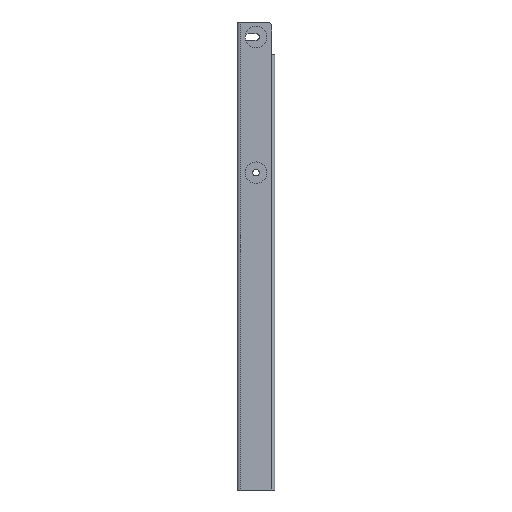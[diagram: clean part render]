
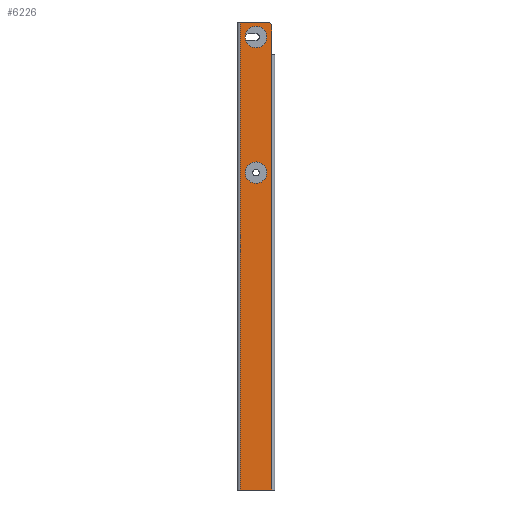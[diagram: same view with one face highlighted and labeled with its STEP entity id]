
A CAD part, left-side view. The second image highlights one B-rep face of the part: STEP entity #6226.
In plain terms, the highlighted planar face has unit normal (-1, 0, 0).
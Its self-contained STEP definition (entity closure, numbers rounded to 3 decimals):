
#21=DIRECTION('',(0.,1.,0.));
#22=VECTOR('',#21,31.);
#23=CARTESIAN_POINT('',(-127.,-14.,500.));
#24=LINE('',#23,#22);
#295=CARTESIAN_POINT('',(-127.,0.,339.));
#296=DIRECTION('',(-1.,0.,0.));
#297=DIRECTION('',(0.,-1.,0.));
#298=AXIS2_PLACEMENT_3D('',#295,#296,#297);
#300=CARTESIAN_POINT('',(-127.,0.,339.));
#301=DIRECTION('',(-1.,0.,0.));
#302=DIRECTION('',(0.,1.,0.));
#303=AXIS2_PLACEMENT_3D('',#300,#301,#302);
#305=CARTESIAN_POINT('',(-127.,0.,484.));
#306=DIRECTION('',(-1.,0.,0.));
#307=DIRECTION('',(0.,-1.,0.));
#308=AXIS2_PLACEMENT_3D('',#305,#306,#307);
#310=CARTESIAN_POINT('',(-127.,0.,484.));
#311=DIRECTION('',(-1.,0.,0.));
#312=DIRECTION('',(0.,1.,0.));
#313=AXIS2_PLACEMENT_3D('',#310,#311,#312);
#315=DIRECTION('',(0.,0.707,0.707));
#316=VECTOR('',#315,4.243);
#317=CARTESIAN_POINT('',(-127.,-17.,497.));
#318=LINE('',#317,#316);
#319=DIRECTION('',(0.,0.,-1.));
#320=VECTOR('',#319,32.);
#321=CARTESIAN_POINT('',(-127.,-17.,497.));
#322=LINE('',#321,#320);
#323=DIRECTION('',(0.,0.,1.));
#324=VECTOR('',#323,465.);
#325=CARTESIAN_POINT('',(-127.,-17.,0.));
#326=LINE('',#325,#324);
#327=DIRECTION('',(0.,0.,1.));
#328=VECTOR('',#327,500.);
#329=CARTESIAN_POINT('',(-127.,17.,0.));
#330=LINE('',#329,#328);
#1001=DIRECTION('',(0.,1.,0.));
#1002=VECTOR('',#1001,34.);
#1003=CARTESIAN_POINT('',(-127.,-17.,0.));
#1004=LINE('',#1003,#1002);
#5009=CARTESIAN_POINT('',(-127.,-11.5,339.));
#5011=VERTEX_POINT('',#5009);
#5013=CARTESIAN_POINT('',(-127.,11.5,339.));
#5015=VERTEX_POINT('',#5013);
#5017=CARTESIAN_POINT('',(-127.,-11.5,484.));
#5019=VERTEX_POINT('',#5017);
#5021=CARTESIAN_POINT('',(-127.,11.5,484.));
#5023=VERTEX_POINT('',#5021);
#5057=CARTESIAN_POINT('',(-127.,-17.,465.));
#5059=VERTEX_POINT('',#5057);
#5098=CARTESIAN_POINT('',(-127.,17.,500.));
#5100=VERTEX_POINT('',#5098);
#5101=CARTESIAN_POINT('',(-127.,17.,0.));
#5102=VERTEX_POINT('',#5101);
#5118=CARTESIAN_POINT('',(-127.,-17.,0.));
#5120=VERTEX_POINT('',#5118);
#5173=CARTESIAN_POINT('',(-127.,-17.,497.));
#5174=VERTEX_POINT('',#5173);
#5175=CARTESIAN_POINT('',(-127.,-14.,500.));
#5176=VERTEX_POINT('',#5175);
#6199=CARTESIAN_POINT('',(-127.,-20.,0.));
#6200=DIRECTION('',(1.,0.,0.));
#6201=DIRECTION('',(0.,1.,0.));
#6202=AXIS2_PLACEMENT_3D('',#6199,#6200,#6201);
#6203=PLANE('',#6202);
#6205=ORIENTED_EDGE('',*,*,#6204,.F.);
#6206=ORIENTED_EDGE('',*,*,#6100,.T.);
#6208=ORIENTED_EDGE('',*,*,#6207,.F.);
#6210=ORIENTED_EDGE('',*,*,#6209,.T.);
#6212=ORIENTED_EDGE('',*,*,#6211,.T.);
#6213=ORIENTED_EDGE('',*,*,#5918,.F.);
#6214=EDGE_LOOP('',(#6205,#6206,#6208,#6210,#6212,#6213));
#6215=FACE_OUTER_BOUND('',#6214,.F.);
#6217=ORIENTED_EDGE('',*,*,#6216,.T.);
#6219=ORIENTED_EDGE('',*,*,#6218,.T.);
#6220=EDGE_LOOP('',(#6217,#6219));
#6221=FACE_BOUND('',#6220,.F.);
#6222=ORIENTED_EDGE('',*,*,#6181,.T.);
#6223=ORIENTED_EDGE('',*,*,#6192,.T.);
#6224=EDGE_LOOP('',(#6222,#6223));
#6225=FACE_BOUND('',#6224,.F.);
#6226=ADVANCED_FACE('',(#6215,#6221,#6225),#6203,.F.);
#299=CIRCLE('',#298,11.5);
#304=CIRCLE('',#303,11.5);
#309=CIRCLE('',#308,11.5);
#314=CIRCLE('',#313,11.5);
#5918=EDGE_CURVE('',#5176,#5100,#24,.T.);
#6100=EDGE_CURVE('',#5174,#5059,#322,.T.);
#6181=EDGE_CURVE('',#5011,#5015,#299,.T.);
#6192=EDGE_CURVE('',#5015,#5011,#304,.T.);
#6204=EDGE_CURVE('',#5174,#5176,#318,.T.);
#6207=EDGE_CURVE('',#5120,#5059,#326,.T.);
#6209=EDGE_CURVE('',#5120,#5102,#1004,.T.);
#6211=EDGE_CURVE('',#5102,#5100,#330,.T.);
#6216=EDGE_CURVE('',#5019,#5023,#309,.T.);
#6218=EDGE_CURVE('',#5023,#5019,#314,.T.);
